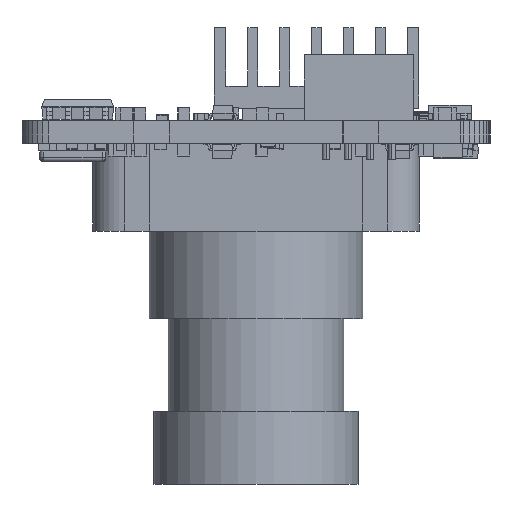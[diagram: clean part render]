
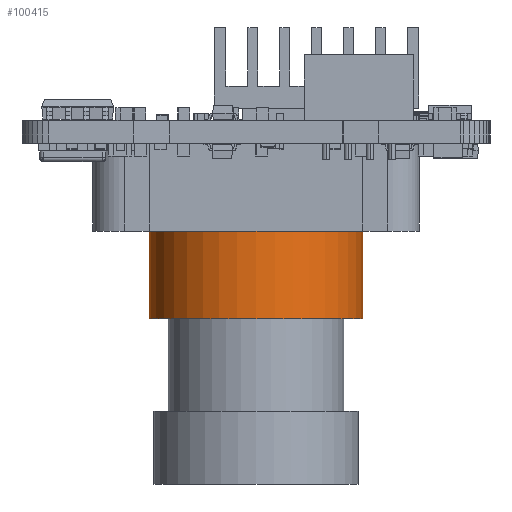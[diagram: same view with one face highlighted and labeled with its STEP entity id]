
A CAD part, front view. The second image highlights one B-rep face of the part: STEP entity #100415.
In plain terms, the highlighted cylindrical face has radius 7.3 mm (diameter 14.6 mm), a partial arc.
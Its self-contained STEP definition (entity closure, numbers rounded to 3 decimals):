
#126 = DIRECTION ( 'NONE',  ( 0., 0., 1. ) ) ;
#466 = CARTESIAN_POINT ( 'NONE',  ( 7.3, 0., -13.56 ) ) ;
#925 = VERTEX_POINT ( 'NONE', #128049 ) ;
#4658 = CIRCLE ( 'NONE', #161259, 7.3 ) ;
#12151 = FACE_OUTER_BOUND ( 'NONE', #72183, .T. ) ;
#17573 = CARTESIAN_POINT ( 'NONE',  ( -7.3, 0., -13.56 ) ) ;
#25162 = CARTESIAN_POINT ( 'NONE',  ( 7.3, 0., -13.56 ) ) ;
#28413 = CARTESIAN_POINT ( 'NONE',  ( 0., 0., -7.56 ) ) ;
#35877 = VERTEX_POINT ( 'NONE', #135998 ) ;
#41807 = AXIS2_PLACEMENT_3D ( 'NONE', #28413, #75398, #113159 ) ;
#45052 = VECTOR ( 'NONE', #126, 1000. ) ;
#45510 = EDGE_CURVE ( 'NONE', #925, #171547, #4658, .T. ) ;
#45882 = CARTESIAN_POINT ( 'NONE',  ( 0., 0., -7.56 ) ) ;
#47631 = LINE ( 'NONE', #466, #181260 ) ;
#57705 = VERTEX_POINT ( 'NONE', #25162 ) ;
#57920 = VERTEX_POINT ( 'NONE', #199489 ) ;
#70818 = AXIS2_PLACEMENT_3D ( 'NONE', #119652, #134894, #168607 ) ;
#72183 = EDGE_LOOP ( 'NONE', ( #190302, #110062, #105393, #89696, #114024 ) ) ;
#75398 = DIRECTION ( 'NONE',  ( 0., 0., -1. ) ) ;
#75523 = DIRECTION ( 'NONE',  ( -1., 0., 0. ) ) ;
#76814 = CARTESIAN_POINT ( 'NONE',  ( -7.3, 0., -7.56 ) ) ;
#89696 = ORIENTED_EDGE ( 'NONE', *, *, #131283, .T. ) ;
#89952 = CIRCLE ( 'NONE', #119493, 7.3 ) ;
#100415 = ADVANCED_FACE ( 'NONE', ( #12151 ), #122671, .T. ) ;
#105393 = ORIENTED_EDGE ( 'NONE', *, *, #183525, .T. ) ;
#108279 = DIRECTION ( 'NONE',  ( 0., 0., -1. ) ) ;
#110062 = ORIENTED_EDGE ( 'NONE', *, *, #126875, .F. ) ;
#113159 = DIRECTION ( 'NONE',  ( -1., 0., 0. ) ) ;
#114024 = ORIENTED_EDGE ( 'NONE', *, *, #45510, .T. ) ;
#116785 = CIRCLE ( 'NONE', #41807, 7.3 ) ;
#119493 = AXIS2_PLACEMENT_3D ( 'NONE', #175660, #180697, #163317 ) ;
#119652 = CARTESIAN_POINT ( 'NONE',  ( 0., 0., -13.56 ) ) ;
#122671 = CYLINDRICAL_SURFACE ( 'NONE', #70818, 7.3 ) ;
#126875 = EDGE_CURVE ( 'NONE', #57705, #57920, #89952, .T. ) ;
#128049 = CARTESIAN_POINT ( 'NONE',  ( 0., -7.3, -7.56 ) ) ;
#131283 = EDGE_CURVE ( 'NONE', #35877, #925, #116785, .T. ) ;
#134894 = DIRECTION ( 'NONE',  ( 0., 0., 1. ) ) ;
#135998 = CARTESIAN_POINT ( 'NONE',  ( 7.3, 0., -7.56 ) ) ;
#137555 = DIRECTION ( 'NONE',  ( 0., 0., 1. ) ) ;
#161259 = AXIS2_PLACEMENT_3D ( 'NONE', #45882, #108279, #75523 ) ;
#163317 = DIRECTION ( 'NONE',  ( -1., 0., 0. ) ) ;
#168607 = DIRECTION ( 'NONE',  ( 1., 0., 0. ) ) ;
#171547 = VERTEX_POINT ( 'NONE', #76814 ) ;
#175660 = CARTESIAN_POINT ( 'NONE',  ( 0., 0., -13.56 ) ) ;
#180697 = DIRECTION ( 'NONE',  ( 0., 0., -1. ) ) ;
#181260 = VECTOR ( 'NONE', #137555, 1000. ) ;
#183525 = EDGE_CURVE ( 'NONE', #57705, #35877, #47631, .T. ) ;
#186324 = LINE ( 'NONE', #17573, #45052 ) ;
#190302 = ORIENTED_EDGE ( 'NONE', *, *, #193532, .F. ) ;
#193532 = EDGE_CURVE ( 'NONE', #57920, #171547, #186324, .T. ) ;
#199489 = CARTESIAN_POINT ( 'NONE',  ( -7.3, 0., -13.56 ) ) ;
